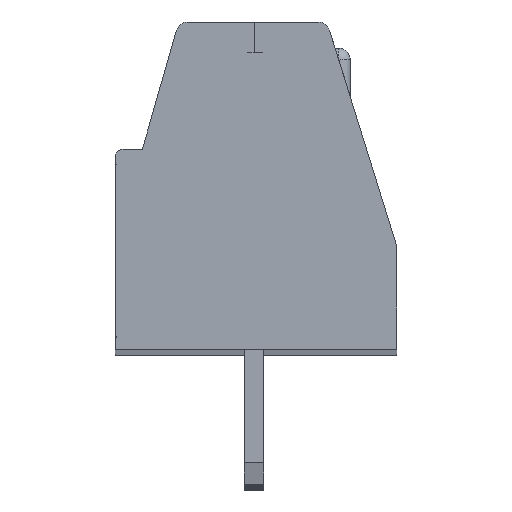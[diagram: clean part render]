
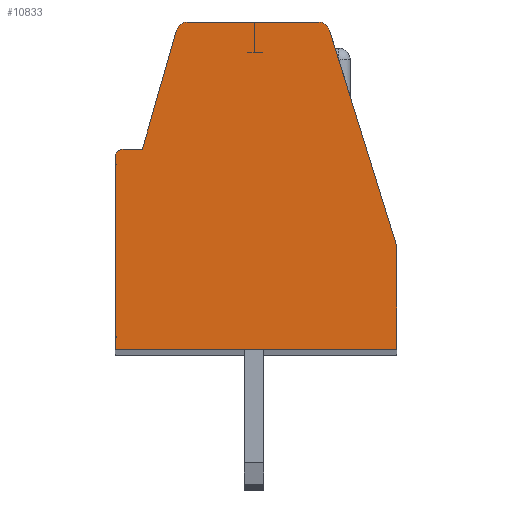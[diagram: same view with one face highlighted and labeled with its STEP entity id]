
A CAD part, top view. The second image highlights one B-rep face of the part: STEP entity #10833.
In plain terms, the highlighted planar face has unit normal (0, 0, 1).
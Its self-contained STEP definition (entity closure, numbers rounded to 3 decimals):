
#14=DIRECTION('',(0.,-1.,0.));
#15=VECTOR('',#14,5.);
#16=CARTESIAN_POINT('',(-3.6,5.,85.725));
#17=LINE('',#16,#15);
#18=CARTESIAN_POINT('',(-3.4,5.,85.725));
#19=DIRECTION('',(0.,0.,1.));
#20=DIRECTION('',(0.,1.,0.));
#21=AXIS2_PLACEMENT_3D('',#18,#19,#20);
#23=DIRECTION('',(-1.,0.,0.));
#24=VECTOR('',#23,0.5);
#25=CARTESIAN_POINT('',(-2.9,5.2,85.725));
#26=LINE('',#25,#24);
#27=DIRECTION('',(-0.276,-0.961,0.));
#28=VECTOR('',#27,3.207);
#29=CARTESIAN_POINT('',(-2.016,8.283,85.725));
#30=LINE('',#29,#28);
#31=CARTESIAN_POINT('',(-1.727,8.2,85.725));
#32=DIRECTION('',(0.,0.,1.));
#33=DIRECTION('',(0.,1.,0.));
#34=AXIS2_PLACEMENT_3D('',#31,#32,#33);
#36=DIRECTION('',(-1.,0.,0.));
#37=VECTOR('',#36,3.4);
#38=CARTESIAN_POINT('',(1.673,8.5,85.725));
#39=LINE('',#38,#37);
#40=CARTESIAN_POINT('',(1.673,8.2,85.725));
#41=DIRECTION('',(0.,0.,1.));
#42=DIRECTION('',(0.955,0.297,0.));
#43=AXIS2_PLACEMENT_3D('',#40,#41,#42);
#45=DIRECTION('',(-0.297,0.955,0.));
#46=VECTOR('',#45,5.854);
#47=CARTESIAN_POINT('',(3.7,2.7,85.725));
#48=LINE('',#47,#46);
#49=DIRECTION('',(0.,1.,0.));
#50=VECTOR('',#49,2.7);
#51=CARTESIAN_POINT('',(3.7,0.,85.725));
#52=LINE('',#51,#50);
#69=DIRECTION('',(1.,0.,0.));
#70=VECTOR('',#69,7.3);
#71=CARTESIAN_POINT('',(-3.6,0.,85.725));
#72=LINE('',#71,#70);
#8696=CARTESIAN_POINT('',(3.7,0.,85.725));
#8697=CARTESIAN_POINT('',(3.7,2.7,85.725));
#8698=VERTEX_POINT('',#8696);
#8699=VERTEX_POINT('',#8697);
#8700=CARTESIAN_POINT('',(1.959,8.289,85.725));
#8701=VERTEX_POINT('',#8700);
#8702=CARTESIAN_POINT('',(1.673,8.5,85.725));
#8703=VERTEX_POINT('',#8702);
#8704=CARTESIAN_POINT('',(-1.727,8.5,85.725));
#8705=VERTEX_POINT('',#8704);
#8706=CARTESIAN_POINT('',(-2.016,8.283,85.725));
#8707=VERTEX_POINT('',#8706);
#8708=CARTESIAN_POINT('',(-2.9,5.2,85.725));
#8709=VERTEX_POINT('',#8708);
#8710=CARTESIAN_POINT('',(-3.4,5.2,85.725));
#8711=VERTEX_POINT('',#8710);
#8712=CARTESIAN_POINT('',(-3.6,5.,85.725));
#8713=VERTEX_POINT('',#8712);
#8714=CARTESIAN_POINT('',(-3.6,0.,85.725));
#8715=VERTEX_POINT('',#8714);
#10806=CARTESIAN_POINT('',(0.,0.,85.725));
#10807=DIRECTION('',(0.,0.,1.));
#10808=DIRECTION('',(1.,0.,0.));
#10809=AXIS2_PLACEMENT_3D('',#10806,#10807,#10808);
#10810=PLANE('',#10809);
#10812=ORIENTED_EDGE('',*,*,#10811,.F.);
#10814=ORIENTED_EDGE('',*,*,#10813,.F.);
#10816=ORIENTED_EDGE('',*,*,#10815,.F.);
#10818=ORIENTED_EDGE('',*,*,#10817,.F.);
#10820=ORIENTED_EDGE('',*,*,#10819,.F.);
#10822=ORIENTED_EDGE('',*,*,#10821,.F.);
#10824=ORIENTED_EDGE('',*,*,#10823,.F.);
#10826=ORIENTED_EDGE('',*,*,#10825,.F.);
#10828=ORIENTED_EDGE('',*,*,#10827,.F.);
#10830=ORIENTED_EDGE('',*,*,#10829,.F.);
#10831=EDGE_LOOP('',(#10812,#10814,#10816,#10818,#10820,#10822,#10824,#10826,
#10828,#10830));
#10832=FACE_OUTER_BOUND('',#10831,.F.);
#22=CIRCLE('',#21,0.2);
#35=CIRCLE('',#34,0.3);
#44=CIRCLE('',#43,0.3);
#10811=EDGE_CURVE('',#8715,#8698,#72,.T.);
#10813=EDGE_CURVE('',#8713,#8715,#17,.T.);
#10815=EDGE_CURVE('',#8711,#8713,#22,.T.);
#10817=EDGE_CURVE('',#8709,#8711,#26,.T.);
#10819=EDGE_CURVE('',#8707,#8709,#30,.T.);
#10821=EDGE_CURVE('',#8705,#8707,#35,.T.);
#10823=EDGE_CURVE('',#8703,#8705,#39,.T.);
#10825=EDGE_CURVE('',#8701,#8703,#44,.T.);
#10827=EDGE_CURVE('',#8699,#8701,#48,.T.);
#10829=EDGE_CURVE('',#8698,#8699,#52,.T.);
#10833=ADVANCED_FACE('',(#10832),#10810,.T.);
